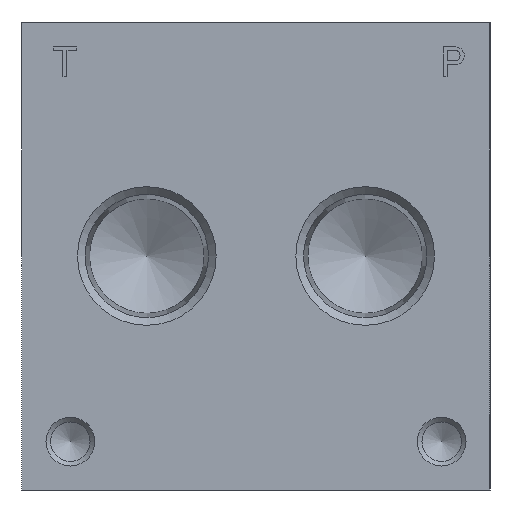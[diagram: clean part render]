
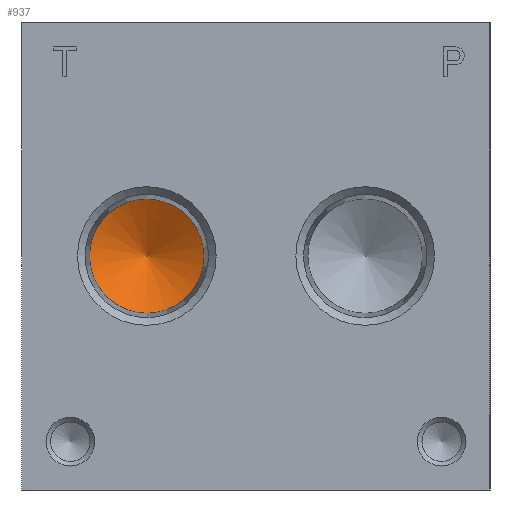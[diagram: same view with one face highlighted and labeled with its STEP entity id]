
A CAD part, left-side view. The second image highlights one B-rep face of the part: STEP entity #937.
In plain terms, the highlighted conical face has half-angle 61.526 degrees and reference radius 9.32 mm.
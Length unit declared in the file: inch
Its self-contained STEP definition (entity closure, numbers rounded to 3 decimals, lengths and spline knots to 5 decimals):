
#937 = ADVANCED_FACE( '', ( #2180, #2181 ), #2182, .F. );
#2180 = FACE_BOUND( '', #3737, .T. );
#2181 = FACE_OUTER_BOUND( '', #3738, .T. );
#2182 = CONICAL_SURFACE( '', #3739, 0.36691, 1.074 );
#3737 = VERTEX_LOOP( '', #6543 );
#3738 = EDGE_LOOP( '', ( #6544 ) );
#3739 = AXIS2_PLACEMENT_3D( '', #6545, #6546, #6547 );
#6543 = VERTEX_POINT( '', #9242 );
#6544 = ORIENTED_EDGE( '', *, *, #8744, .F. );
#6545 = CARTESIAN_POINT( '', ( 0.962, 2.2, 1.5 ) );
#6546 = DIRECTION( '', ( -1., 0., 0. ) );
#6547 = DIRECTION( '', ( 0., 0., 1. ) );
#8744 = EDGE_CURVE( '', #10520, #10520, #10521, .T. );
#9242 = CARTESIAN_POINT( '', ( 1.161, 2.2, 1.5 ) );
#10520 = VERTEX_POINT( '', #12888 );
#10521 = CIRCLE( '', #12889, 0.36691 );
#12888 = CARTESIAN_POINT( '', ( 0.962, 2.2, 1.13309 ) );
#12889 = AXIS2_PLACEMENT_3D( '', #15074, #15075, #15076 );
#15074 = CARTESIAN_POINT( '', ( 0.962, 2.2, 1.5 ) );
#15075 = DIRECTION( '', ( 1., 0., 0. ) );
#15076 = DIRECTION( '', ( 0., 0., -1. ) );
